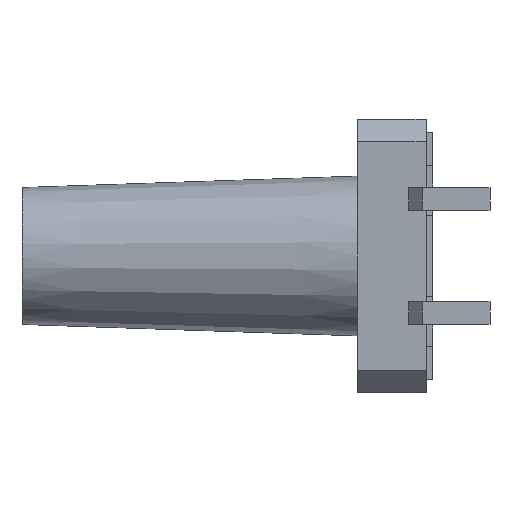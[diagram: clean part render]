
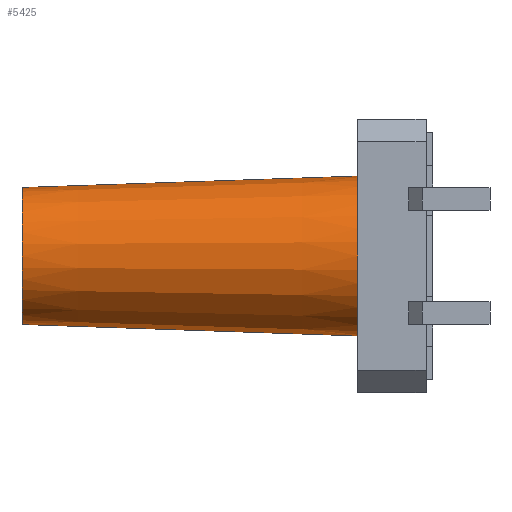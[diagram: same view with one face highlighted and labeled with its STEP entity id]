
A CAD part, left-side view. The second image highlights one B-rep face of the part: STEP entity #5425.
In plain terms, the highlighted conical face has half-angle 1.948 degrees and reference radius 3.5 mm.
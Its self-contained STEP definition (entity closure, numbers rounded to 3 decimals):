
#86 = EDGE_CURVE ( 'NONE', #2608, #4012, #3080, .T. ) ;
#198 = EDGE_CURVE ( 'NONE', #1431, #4012, #854, .T. ) ;
#455 = CARTESIAN_POINT ( 'NONE',  ( 0.638, 3., -0.921 ) ) ;
#577 = EDGE_CURVE ( 'NONE', #2527, #1431, #4642, .T. ) ;
#632 = VECTOR ( 'NONE', #2015, 1000. ) ;
#854 = CIRCLE ( 'NONE', #3462, 3.5 ) ;
#930 = EDGE_CURVE ( 'NONE', #2608, #2527, #1011, .T. ) ;
#1011 = CIRCLE ( 'NONE', #3098, 3. ) ;
#1025 = VECTOR ( 'NONE', #2981, 1000. ) ;
#1113 = DIRECTION ( 'NONE',  ( 0., -1., 0. ) ) ;
#1431 = VERTEX_POINT ( 'NONE', #3888 ) ;
#1502 = EDGE_LOOP ( 'NONE', ( #4570, #1841, #1992, #3239 ) ) ;
#1810 = DIRECTION ( 'NONE',  ( 0., -1., 0. ) ) ;
#1841 = ORIENTED_EDGE ( 'NONE', *, *, #930, .T. ) ;
#1928 = FACE_OUTER_BOUND ( 'NONE', #1502, .T. ) ;
#1992 = ORIENTED_EDGE ( 'NONE', *, *, #577, .T. ) ;
#2015 = DIRECTION ( 'NONE',  ( 0., -0.999, 0.034 ) ) ;
#2104 = DIRECTION ( 'NONE',  ( 0., 1., 0. ) ) ;
#2527 = VERTEX_POINT ( 'NONE', #4750 ) ;
#2608 = VERTEX_POINT ( 'NONE', #3499 ) ;
#2981 = DIRECTION ( 'NONE',  ( 0., -0.999, -0.034 ) ) ;
#3080 = LINE ( 'NONE', #4272, #632 ) ;
#3098 = AXIS2_PLACEMENT_3D ( 'NONE', #3831, #1113, #4296 ) ;
#3239 = ORIENTED_EDGE ( 'NONE', *, *, #198, .T. ) ;
#3462 = AXIS2_PLACEMENT_3D ( 'NONE', #4784, #2104, #5243 ) ;
#3499 = CARTESIAN_POINT ( 'NONE',  ( 0.638, 17.7, 2.079 ) ) ;
#3632 = DIRECTION ( 'NONE',  ( 0., 0., -1. ) ) ;
#3831 = CARTESIAN_POINT ( 'NONE',  ( 0.638, 17.7, -0.921 ) ) ;
#3862 = CONICAL_SURFACE ( 'NONE', #3887, 3.5, 0.034 ) ;
#3887 = AXIS2_PLACEMENT_3D ( 'NONE', #455, #1810, #3632 ) ;
#3888 = CARTESIAN_POINT ( 'NONE',  ( 0.638, 3., -4.421 ) ) ;
#4012 = VERTEX_POINT ( 'NONE', #4605 ) ;
#4272 = CARTESIAN_POINT ( 'NONE',  ( 0.638, 3., 2.579 ) ) ;
#4296 = DIRECTION ( 'NONE',  ( 0., 0., -1. ) ) ;
#4570 = ORIENTED_EDGE ( 'NONE', *, *, #86, .F. ) ;
#4605 = CARTESIAN_POINT ( 'NONE',  ( 0.638, 3., 2.579 ) ) ;
#4642 = LINE ( 'NONE', #5676, #1025 ) ;
#4750 = CARTESIAN_POINT ( 'NONE',  ( 0.638, 17.7, -3.921 ) ) ;
#4784 = CARTESIAN_POINT ( 'NONE',  ( 0.638, 3., -0.921 ) ) ;
#5243 = DIRECTION ( 'NONE',  ( 0., 0., -1. ) ) ;
#5425 = ADVANCED_FACE ( 'NONE', ( #1928 ), #3862, .T. ) ;
#5676 = CARTESIAN_POINT ( 'NONE',  ( 0.638, 3., -4.421 ) ) ;
